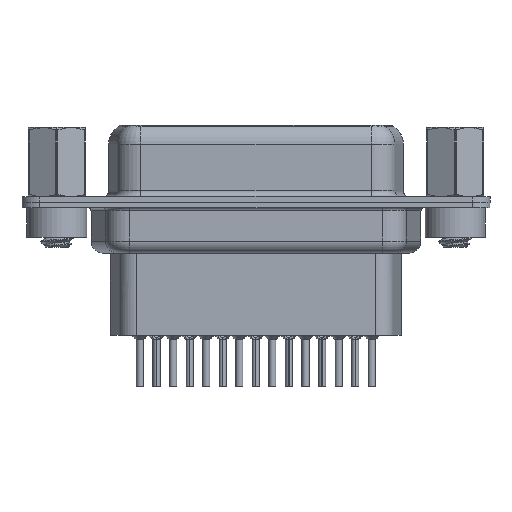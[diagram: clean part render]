
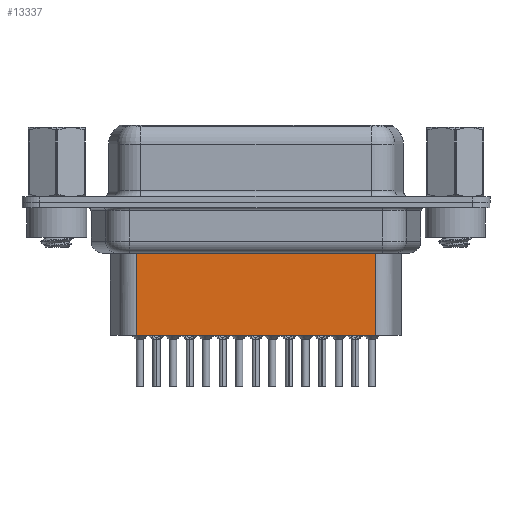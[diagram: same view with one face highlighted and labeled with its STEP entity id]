
A CAD part, front view. The second image highlights one B-rep face of the part: STEP entity #13337.
In plain terms, the highlighted planar face has unit normal (0, -1, 0).
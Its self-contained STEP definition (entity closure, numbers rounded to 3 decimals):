
#13 = EDGE_LOOP ( 'NONE', ( #10304, #25693, #4637, #19729 ) ) ;
#352 = CARTESIAN_POINT ( 'NONE',  ( 6.681, -3.5, -3.1 ) ) ;
#1731 = DIRECTION ( 'NONE',  ( -1., 0., 0. ) ) ;
#2828 = DIRECTION ( 'NONE',  ( 1., 0., 0. ) ) ;
#3526 = AXIS2_PLACEMENT_3D ( 'NONE', #20578, #4444, #2828 ) ;
#3802 = DIRECTION ( 'NONE',  ( 0., 0., -1. ) ) ;
#4444 = DIRECTION ( 'NONE',  ( 0., -1., 0. ) ) ;
#4521 = VECTOR ( 'NONE', #4742, 1000. ) ;
#4637 = ORIENTED_EDGE ( 'NONE', *, *, #14589, .T. ) ;
#4742 = DIRECTION ( 'NONE',  ( 0., 0., -1. ) ) ;
#5549 = VECTOR ( 'NONE', #3802, 1000. ) ;
#5836 = VECTOR ( 'NONE', #1731, 1000. ) ;
#7084 = CARTESIAN_POINT ( 'NONE',  ( 6.681, -3.5, -4.097 ) ) ;
#9502 = CARTESIAN_POINT ( 'NONE',  ( 6.681, -3.5, -11.15 ) ) ;
#10304 = ORIENTED_EDGE ( 'NONE', *, *, #28760, .F. ) ;
#10789 = CARTESIAN_POINT ( 'NONE',  ( 26.619, -3.5, -4.097 ) ) ;
#11594 = VERTEX_POINT ( 'NONE', #27233 ) ;
#12691 = EDGE_CURVE ( 'NONE', #23075, #18347, #26285, .T. ) ;
#13209 = CARTESIAN_POINT ( 'NONE',  ( 26.619, -3.5, -3.1 ) ) ;
#13337 = ADVANCED_FACE ( 'NONE', ( #17960 ), #13624, .T. ) ;
#13624 = PLANE ( 'NONE',  #3526 ) ;
#14589 = EDGE_CURVE ( 'NONE', #18347, #11594, #15656, .T. ) ;
#15656 = LINE ( 'NONE', #352, #4521 ) ;
#17960 = FACE_OUTER_BOUND ( 'NONE', #13, .T. ) ;
#18223 = LINE ( 'NONE', #9502, #19764 ) ;
#18347 = VERTEX_POINT ( 'NONE', #7084 ) ;
#18911 = DIRECTION ( 'NONE',  ( -1., 0., 0. ) ) ;
#19729 = ORIENTED_EDGE ( 'NONE', *, *, #22764, .F. ) ;
#19764 = VECTOR ( 'NONE', #18911, 1000. ) ;
#20578 = CARTESIAN_POINT ( 'NONE',  ( 6.681, -3.5, -3.1 ) ) ;
#21632 = VERTEX_POINT ( 'NONE', #23730 ) ;
#22764 = EDGE_CURVE ( 'NONE', #21632, #11594, #18223, .T. ) ;
#23075 = VERTEX_POINT ( 'NONE', #10789 ) ;
#23730 = CARTESIAN_POINT ( 'NONE',  ( 26.619, -3.5, -11.15 ) ) ;
#23742 = LINE ( 'NONE', #13209, #5549 ) ;
#24424 = CARTESIAN_POINT ( 'NONE',  ( 6.434, -3.5, -4.097 ) ) ;
#25693 = ORIENTED_EDGE ( 'NONE', *, *, #12691, .T. ) ;
#26285 = LINE ( 'NONE', #24424, #5836 ) ;
#27233 = CARTESIAN_POINT ( 'NONE',  ( 6.681, -3.5, -11.15 ) ) ;
#28760 = EDGE_CURVE ( 'NONE', #23075, #21632, #23742, .T. ) ;
